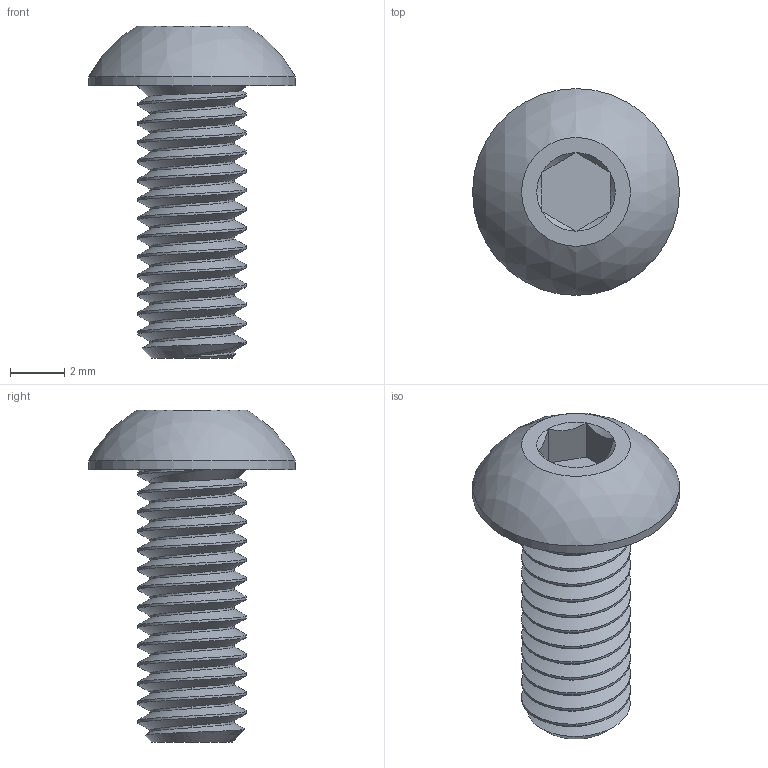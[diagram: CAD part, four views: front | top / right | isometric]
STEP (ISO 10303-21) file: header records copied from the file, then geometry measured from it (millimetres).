
FILE_DESCRIPTION(/* description */ ('STEP AP203'),/* implementation_level */ '2;1');
FILE_NAME(/* name */ 'M4 10mm.step',/* time_stamp */ '2025-11-18T11:13:15-05:00',/* author */ (''),/* organization */ (''),/* preprocessor_version */ 'ST-DEVELOPER v20.1',/* originating_system */ 'Autodesk Translation Framework v14.21.0.0',/* authorisation */ '');
FILE_SCHEMA (('AUTOMOTIVE_DESIGN { 1 0 10303 214 3 1 1 }'));
Length unit declared in the file: millimetre
Products named in the file (1): 92095A190_Button Head Hex Drive Screw
Bounding box: 7.6 x 7.6 x 12.2 mm (x, y, z)
Volume: 163.5 mm3; surface area: 315.5 mm2
Topology: 1 solids, 1 shells, 52 faces, 128 edges, 81 vertices
Faces by surface type: cylinder 30, plane 10, cone 9, bspline 2, sphere 1
Full cylindrical faces by diameter (mm): 3.091 x12, 4 x13, 7.6 x1
Entity records: 4337 total; most frequent: CARTESIAN_POINT 3216, ORIENTED_EDGE 256, DIRECTION 176, EDGE_CURVE 128, VERTEX_POINT 81, AXIS2_PLACEMENT_3D 67, B_SPLINE_CURVE_WITH_KNOTS 64, EDGE_LOOP 55
